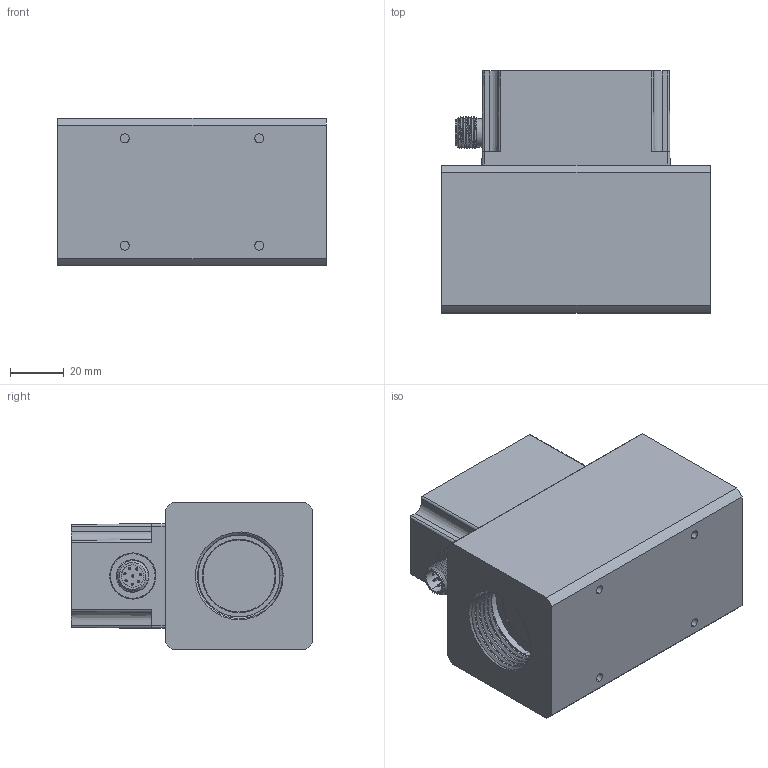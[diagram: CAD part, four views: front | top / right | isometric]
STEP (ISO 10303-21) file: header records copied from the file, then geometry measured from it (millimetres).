
FILE_DESCRIPTION (( 'STEP AP203' ), '1' );
FILE_NAME ('FTS400-025ASM.STEP', '2021-05-17T03:59:56', ( '' ), ( '' ), 'SwSTEP 2.0', 'SolidWorks 2018', '' );
FILE_SCHEMA (( 'CONFIG_CONTROL_DESIGN' ));
Length unit declared in the file: millimetre
Products named in the file (10): FTS400-025ASM_2021_ASM_2_ASM_1_ASM.stp; FTS400-DN25-G1K___FTS400__25___.stp; FTS400-025ASM-20210217_ASM_ASM__ASM.stp; FTS400-DN25-G1K-ASM___FTS400__2_ASM.stp; FTS400-025ASM; KYF12J8Z-O-T_2_1.stp; _PSHC-2D5-5-B_.stp; FTS400-025ASM_______2021_ASM_1__ASM.stp; FTS400-025ASM.stp; KT01-__7MM__4_1.stp
Assembly tree (12 placements, depth 7):
  FTS400-025ASM
    FTS400-025ASM.stp
      FTS400-025ASM-20210217_ASM_ASM__ASM.stp
        FTS400-025ASM_2021_ASM_2_ASM_1_ASM.stp
          FTS400-025ASM_______2021_ASM_1__ASM.stp
            FTS400-DN25-G1K-ASM___FTS400__2_ASM.stp
              FTS400-DN25-G1K___FTS400__25___.stp
            KT01-__7MM__4_1.stp
          KYF12J8Z-O-T_2_1.stp
      _PSHC-2D5-5-B_.stp  x4
Bounding box: 100 x 90.01 x 55 mm (x, y, z)
Volume: 361455.8 mm3; surface area: 50194.5 mm2
Topology: 7 solids, 10 shells, 1502 faces, 4081 edges, 2697 vertices
Faces by surface type: plane 1204, cylinder 178, cone 88, bspline 16, sphere 16
Entity records: 58778 total; most frequent: CARTESIAN_POINT 20858, ORIENTED_EDGE 7918, DIRECTION 7068, EDGE_CURVE 3959, LINE 3318, VECTOR 3318, VERTEX_POINT 2621, AXIS2_PLACEMENT_3D 1875
